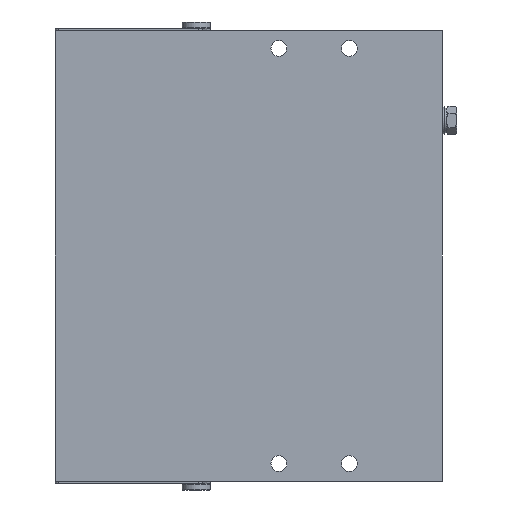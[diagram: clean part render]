
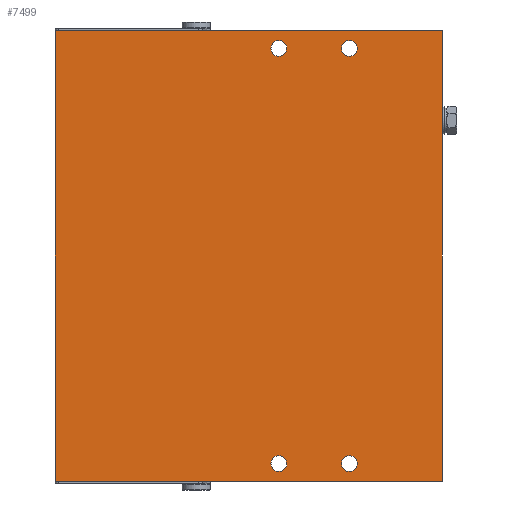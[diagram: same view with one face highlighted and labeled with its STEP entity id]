
A CAD part, front view. The second image highlights one B-rep face of the part: STEP entity #7499.
In plain terms, the highlighted planar face has unit normal (0, -1, 0).
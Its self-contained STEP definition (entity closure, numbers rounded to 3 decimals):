
#475=LINE('',#11986,#1074);
#489=LINE('',#12062,#1088);
#490=LINE('',#12072,#1089);
#491=LINE('',#12074,#1090);
#1074=VECTOR('',#9512,1000.);
#1088=VECTOR('',#9556,1000.);
#1089=VECTOR('',#9567,1000.);
#1090=VECTOR('',#9568,1000.);
#1811=ORIENTED_EDGE('',*,*,#3814,.T.);
#1812=ORIENTED_EDGE('',*,*,#3815,.T.);
#1813=ORIENTED_EDGE('',*,*,#3816,.T.);
#1814=ORIENTED_EDGE('',*,*,#3817,.T.);
#1815=ORIENTED_EDGE('',*,*,#3818,.T.);
#1816=ORIENTED_EDGE('',*,*,#3819,.F.);
#1817=ORIENTED_EDGE('',*,*,#3787,.F.);
#1818=ORIENTED_EDGE('',*,*,#3813,.T.);
#3787=EDGE_CURVE('',#4792,#4779,#475,.T.);
#3813=EDGE_CURVE('',#4792,#4813,#489,.T.);
#3814=EDGE_CURVE('',#4814,#4814,#5410,.T.);
#3815=EDGE_CURVE('',#4815,#4815,#5411,.T.);
#3816=EDGE_CURVE('',#4816,#4816,#5412,.T.);
#3817=EDGE_CURVE('',#4817,#4817,#5413,.T.);
#3818=EDGE_CURVE('',#4813,#4818,#490,.T.);
#3819=EDGE_CURVE('',#4779,#4818,#491,.T.);
#4779=VERTEX_POINT('',#11959);
#4792=VERTEX_POINT('',#11985);
#4813=VERTEX_POINT('',#12061);
#4814=VERTEX_POINT('',#12065);
#4815=VERTEX_POINT('',#12067);
#4816=VERTEX_POINT('',#12069);
#4817=VERTEX_POINT('',#12071);
#4818=VERTEX_POINT('',#12073);
#5410=CIRCLE('',#8411,2.25);
#5411=CIRCLE('',#8412,2.25);
#5412=CIRCLE('',#8413,2.25);
#5413=CIRCLE('',#8414,2.25);
#5760=EDGE_LOOP('',(#1811));
#5761=EDGE_LOOP('',(#1812));
#5762=EDGE_LOOP('',(#1813));
#5763=EDGE_LOOP('',(#1814));
#5764=EDGE_LOOP('',(#1815,#1816,#1817,#1818));
#6531=FACE_BOUND('',#5760,.T.);
#6532=FACE_BOUND('',#5761,.T.);
#6533=FACE_BOUND('',#5762,.T.);
#6534=FACE_BOUND('',#5763,.T.);
#6535=FACE_BOUND('',#5764,.T.);
#7224=PLANE('',#8410);
#7499=ADVANCED_FACE('',(#6531,#6532,#6533,#6534,#6535),#7224,.F.);
#8410=AXIS2_PLACEMENT_3D('',#12063,#9557,#9558);
#8411=AXIS2_PLACEMENT_3D('',#12064,#9559,#9560);
#8412=AXIS2_PLACEMENT_3D('',#12066,#9561,#9562);
#8413=AXIS2_PLACEMENT_3D('',#12068,#9563,#9564);
#8414=AXIS2_PLACEMENT_3D('',#12070,#9565,#9566);
#9512=DIRECTION('',(1.,0.,0.));
#9556=DIRECTION('',(0.,0.,-1.));
#9557=DIRECTION('',(0.,1.,0.));
#9558=DIRECTION('',(0.,0.,1.));
#9559=DIRECTION('',(0.,1.,0.));
#9560=DIRECTION('',(0.,0.,1.));
#9561=DIRECTION('',(0.,1.,0.));
#9562=DIRECTION('',(0.,0.,1.));
#9563=DIRECTION('',(0.,1.,0.));
#9564=DIRECTION('',(0.,0.,1.));
#9565=DIRECTION('',(0.,1.,0.));
#9566=DIRECTION('',(0.,0.,1.));
#9567=DIRECTION('',(1.,0.,0.));
#9568=DIRECTION('',(0.,0.,-1.));
#11959=CARTESIAN_POINT('',(110.,-33.8,128.));
#11985=CARTESIAN_POINT('',(0.,-33.8,128.));
#11986=CARTESIAN_POINT('',(0.,-33.8,128.));
#12061=CARTESIAN_POINT('',(0.,-33.8,0.));
#12062=CARTESIAN_POINT('',(0.,-33.8,128.));
#12063=CARTESIAN_POINT('',(0.,-33.8,128.));
#12064=CARTESIAN_POINT('',(46.5,-33.8,5.));
#12065=CARTESIAN_POINT('',(46.5,-33.8,7.25));
#12066=CARTESIAN_POINT('',(26.5,-33.8,123.));
#12067=CARTESIAN_POINT('',(26.5,-33.8,125.25));
#12068=CARTESIAN_POINT('',(46.5,-33.8,123.));
#12069=CARTESIAN_POINT('',(46.5,-33.8,125.25));
#12070=CARTESIAN_POINT('',(26.5,-33.8,5.));
#12071=CARTESIAN_POINT('',(26.5,-33.8,7.25));
#12072=CARTESIAN_POINT('',(0.,-33.8,0.));
#12073=CARTESIAN_POINT('',(110.,-33.8,0.));
#12074=CARTESIAN_POINT('',(110.,-33.8,128.));
